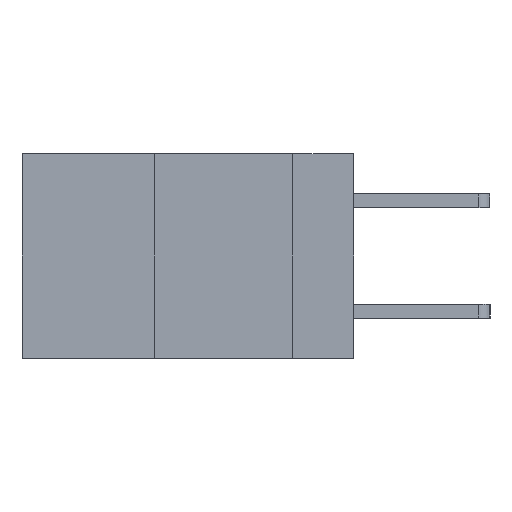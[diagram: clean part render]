
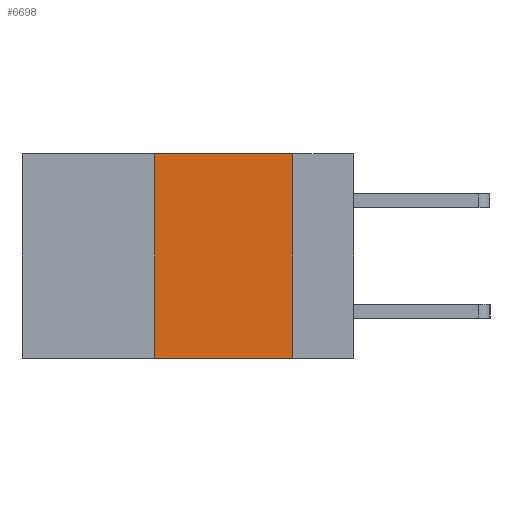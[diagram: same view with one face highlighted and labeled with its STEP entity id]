
A CAD part, left-side view. The second image highlights one B-rep face of the part: STEP entity #6698.
In plain terms, the highlighted planar face has unit normal (-1, 0, 0).
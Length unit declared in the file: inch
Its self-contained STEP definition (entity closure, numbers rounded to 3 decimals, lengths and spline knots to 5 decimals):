
#81 = EDGE_CURVE ( 'NONE', #685, #5956, #1460, .T. ) ;
#227 = CARTESIAN_POINT ( 'NONE',  ( 0., 0.36, 0. ) ) ;
#280 = AXIS2_PLACEMENT_3D ( 'NONE', #4843, #9114, #8393 ) ;
#579 = ORIENTED_EDGE ( 'NONE', *, *, #81, .F. ) ;
#685 = VERTEX_POINT ( 'NONE', #6803 ) ;
#825 = EDGE_CURVE ( 'NONE', #5956, #4061, #3271, .T. ) ;
#1205 = EDGE_CURVE ( 'NONE', #4061, #7182, #3948, .T. ) ;
#1460 = LINE ( 'NONE', #1505, #5937 ) ;
#1505 = CARTESIAN_POINT ( 'NONE',  ( 0., 0.36, 0. ) ) ;
#1858 = FACE_OUTER_BOUND ( 'NONE', #9483, .T. ) ;
#2464 = CARTESIAN_POINT ( 'NONE',  ( 0., 0.11, 0. ) ) ;
#3153 = VECTOR ( 'NONE', #3996, 39.37008 ) ;
#3271 = LINE ( 'NONE', #5449, #5812 ) ;
#3575 = CARTESIAN_POINT ( 'NONE',  ( 0., 0.11, 0. ) ) ;
#3657 = ORIENTED_EDGE ( 'NONE', *, *, #1205, .F. ) ;
#3948 = LINE ( 'NONE', #2464, #3153 ) ;
#3996 = DIRECTION ( 'NONE',  ( 0., 0., -1. ) ) ;
#4046 = VECTOR ( 'NONE', #8145, 39.37008 ) ;
#4061 = VERTEX_POINT ( 'NONE', #3575 ) ;
#4300 = LINE ( 'NONE', #7263, #4046 ) ;
#4496 = DIRECTION ( 'NONE',  ( 0., 0., 1. ) ) ;
#4562 = ORIENTED_EDGE ( 'NONE', *, *, #825, .F. ) ;
#4759 = DIRECTION ( 'NONE',  ( 0., -1., 0. ) ) ;
#4843 = CARTESIAN_POINT ( 'NONE',  ( 0., 0.6, 0. ) ) ;
#5449 = CARTESIAN_POINT ( 'NONE',  ( 0., 0.6, 0. ) ) ;
#5701 = ORIENTED_EDGE ( 'NONE', *, *, #9531, .T. ) ;
#5812 = VECTOR ( 'NONE', #4759, 39.37008 ) ;
#5937 = VECTOR ( 'NONE', #4496, 39.37008 ) ;
#5956 = VERTEX_POINT ( 'NONE', #227 ) ;
#6698 = ADVANCED_FACE ( 'NONE', ( #1858 ), #6919, .F. ) ;
#6803 = CARTESIAN_POINT ( 'NONE',  ( 0., 0.36, -0.37 ) ) ;
#6919 = PLANE ( 'NONE',  #280 ) ;
#7182 = VERTEX_POINT ( 'NONE', #8600 ) ;
#7263 = CARTESIAN_POINT ( 'NONE',  ( 0., 0.6, -0.37 ) ) ;
#8145 = DIRECTION ( 'NONE',  ( 0., -1., 0. ) ) ;
#8393 = DIRECTION ( 'NONE',  ( 0., 0., -1. ) ) ;
#8600 = CARTESIAN_POINT ( 'NONE',  ( 0., 0.11, -0.37 ) ) ;
#9114 = DIRECTION ( 'NONE',  ( 1., 0., 0. ) ) ;
#9483 = EDGE_LOOP ( 'NONE', ( #3657, #4562, #579, #5701 ) ) ;
#9531 = EDGE_CURVE ( 'NONE', #685, #7182, #4300, .T. ) ;
